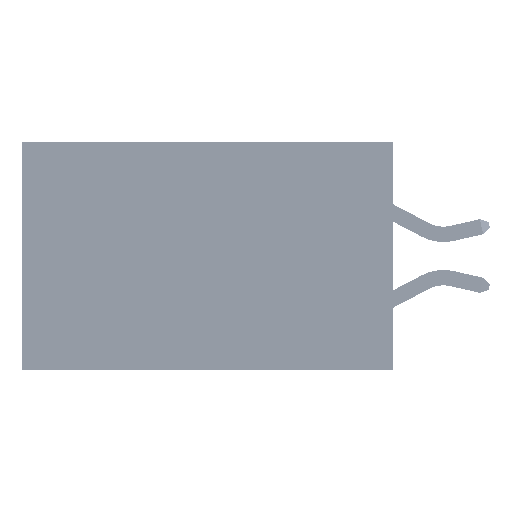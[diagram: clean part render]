
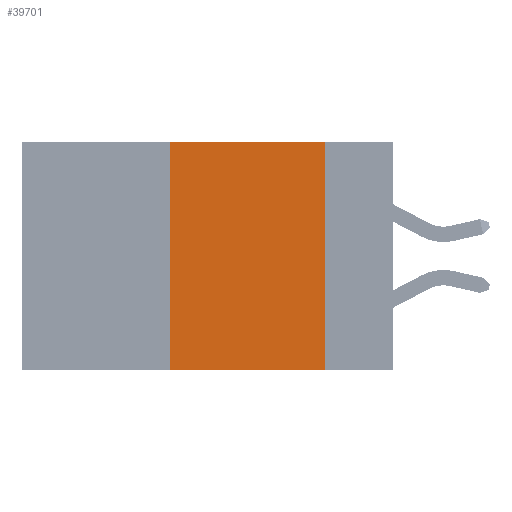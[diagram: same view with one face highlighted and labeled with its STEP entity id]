
A CAD part, left-side view. The second image highlights one B-rep face of the part: STEP entity #39701.
In plain terms, the highlighted planar face has unit normal (-1, 0, 0).
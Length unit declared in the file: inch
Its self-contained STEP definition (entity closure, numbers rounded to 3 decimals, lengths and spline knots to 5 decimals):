
#2155 = AXIS2_PLACEMENT_3D ( 'NONE', #9679, #23851, #2766 ) ;
#2766 = DIRECTION ( 'NONE',  ( 0., 0., -1. ) ) ;
#3042 = DIRECTION ( 'NONE',  ( 0., -1., 0. ) ) ;
#3241 = EDGE_CURVE ( 'NONE', #21444, #11889, #39159, .T. ) ;
#3351 = LINE ( 'NONE', #23474, #11610 ) ;
#4025 = CARTESIAN_POINT ( 'NONE',  ( 0., 0.11, 0. ) ) ;
#5955 = VERTEX_POINT ( 'NONE', #4025 ) ;
#8621 = ORIENTED_EDGE ( 'NONE', *, *, #11248, .F. ) ;
#9679 = CARTESIAN_POINT ( 'NONE',  ( 0., 0.6, 0. ) ) ;
#10689 = EDGE_CURVE ( 'NONE', #21444, #22266, #44196, .T. ) ;
#11248 = EDGE_CURVE ( 'NONE', #5955, #22266, #3351, .T. ) ;
#11610 = VECTOR ( 'NONE', #30579, 39.37008 ) ;
#11889 = VERTEX_POINT ( 'NONE', #19852 ) ;
#19852 = CARTESIAN_POINT ( 'NONE',  ( 0., 0.36, 0. ) ) ;
#20286 = PLANE ( 'NONE',  #2155 ) ;
#20382 = VECTOR ( 'NONE', #42283, 39.37008 ) ;
#21148 = CARTESIAN_POINT ( 'NONE',  ( 0., 0.36, 0. ) ) ;
#21444 = VERTEX_POINT ( 'NONE', #34150 ) ;
#22266 = VERTEX_POINT ( 'NONE', #31232 ) ;
#23474 = CARTESIAN_POINT ( 'NONE',  ( 0., 0.11, 0. ) ) ;
#23851 = DIRECTION ( 'NONE',  ( 1., 0., 0. ) ) ;
#25115 = LINE ( 'NONE', #42999, #33404 ) ;
#27674 = CARTESIAN_POINT ( 'NONE',  ( 0., 0.6, -0.37 ) ) ;
#30579 = DIRECTION ( 'NONE',  ( 0., 0., -1. ) ) ;
#31232 = CARTESIAN_POINT ( 'NONE',  ( 0., 0.11, -0.37 ) ) ;
#31801 = ORIENTED_EDGE ( 'NONE', *, *, #37458, .F. ) ;
#33271 = EDGE_LOOP ( 'NONE', ( #8621, #31801, #45434, #41098 ) ) ;
#33404 = VECTOR ( 'NONE', #39453, 39.37008 ) ;
#33730 = VECTOR ( 'NONE', #3042, 39.37008 ) ;
#34150 = CARTESIAN_POINT ( 'NONE',  ( 0., 0.36, -0.37 ) ) ;
#37458 = EDGE_CURVE ( 'NONE', #11889, #5955, #25115, .T. ) ;
#39159 = LINE ( 'NONE', #21148, #20382 ) ;
#39453 = DIRECTION ( 'NONE',  ( 0., -1., 0. ) ) ;
#39701 = ADVANCED_FACE ( 'NONE', ( #41493 ), #20286, .F. ) ;
#41098 = ORIENTED_EDGE ( 'NONE', *, *, #10689, .T. ) ;
#41493 = FACE_OUTER_BOUND ( 'NONE', #33271, .T. ) ;
#42283 = DIRECTION ( 'NONE',  ( 0., 0., 1. ) ) ;
#42999 = CARTESIAN_POINT ( 'NONE',  ( 0., 0.6, 0. ) ) ;
#44196 = LINE ( 'NONE', #27674, #33730 ) ;
#45434 = ORIENTED_EDGE ( 'NONE', *, *, #3241, .F. ) ;
